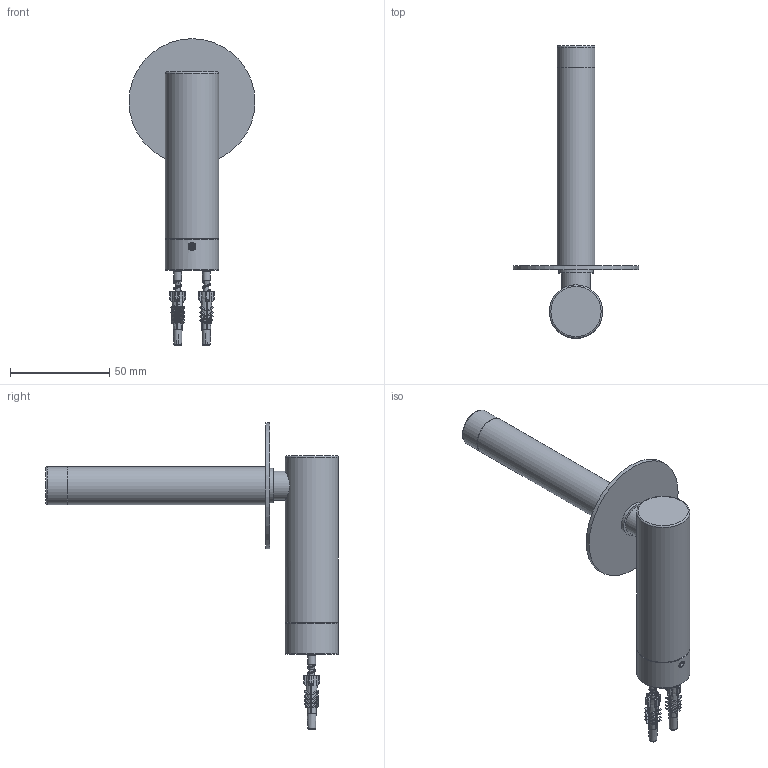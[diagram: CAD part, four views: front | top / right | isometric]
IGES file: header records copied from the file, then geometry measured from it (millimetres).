
Global section: file name: No Iges File Name specified; native system: Autodesk Inventor 2012; preprocessor: AutoDesk Inventor Iges Exporter R2012; author: mblakey; date: 20121023.082939; units: millimetre
Bounding box: 63.5 x 147.48 x 154.55 mm (x, y, z)
Volume: 71287.7 mm3; surface area: 41711.5 mm2
Topology: 13 solids, 13 shells, 562 faces, 1567 edges, 1025 vertices
Faces by surface type: plane 436, revolution 59, cylinder 37, cone 18, torus 8, bspline 4
Full cylindrical faces by diameter (mm): 3.92 x2, 4 x1, 7.937 x1, 8.2 x2, 14.7 x1, 16 x1, 17.45 x1, 17.5 x1, 19.05 x2, 20.34 x2, 26.85 x2, 63.5 x1
